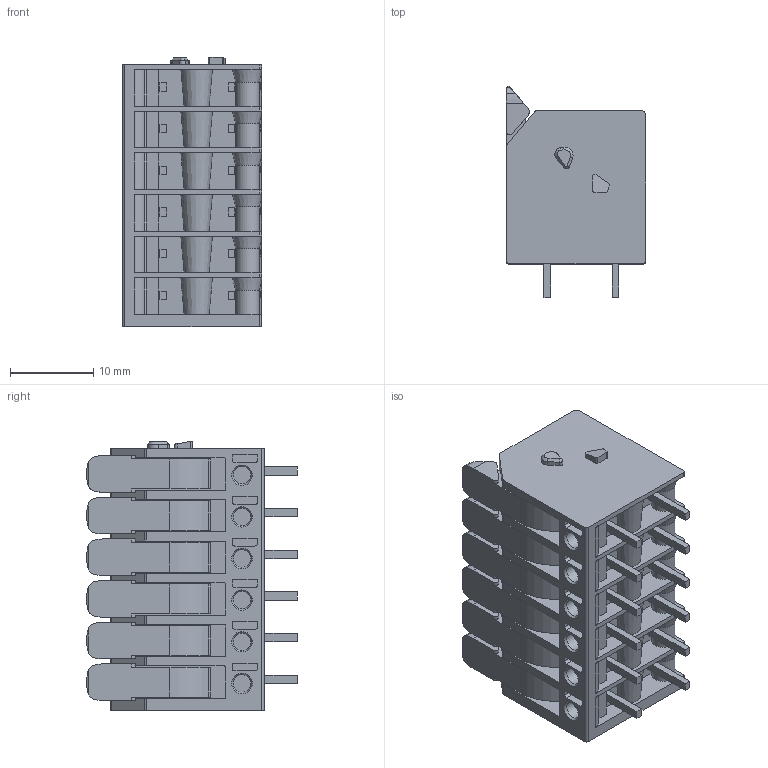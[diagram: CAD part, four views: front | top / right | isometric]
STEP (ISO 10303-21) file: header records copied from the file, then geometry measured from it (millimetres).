
FILE_DESCRIPTION( ( 'STEP AP214' ), '1' );
FILE_NAME( '2604-3106.stp', '2019-05-06T12:49:15', ( '' ), ( '' ), ' ', 'PARTsolutions', ' ' );
FILE_SCHEMA( ( 'AUTOMOTIVE_DESIGN { 1 0 10303 214 1 1 1 1 }' ) );
Length unit declared in the file: millimetre
Products named in the file (1): _2604-3106
Bounding box: 16.7 x 25.3 x 32.4 mm (x, y, z)
Volume: 7976.4 mm3; surface area: 5471.1 mm2
Topology: 1 solids, 1 shells, 678 faces, 1770 edges, 1132 vertices
Faces by surface type: plane 386, cylinder 211, cone 81
Full cylindrical faces by diameter (mm): 2.1 x6
Entity records: 26363 total; most frequent: CARTESIAN_POINT 4049, DIRECTION 3535, ORIENTED_EDGE 3516, EDGE_CURVE 1758, LINE 1183, VECTOR 1183, AXIS2_PLACEMENT_3D 1176, VERTEX_POINT 1132
